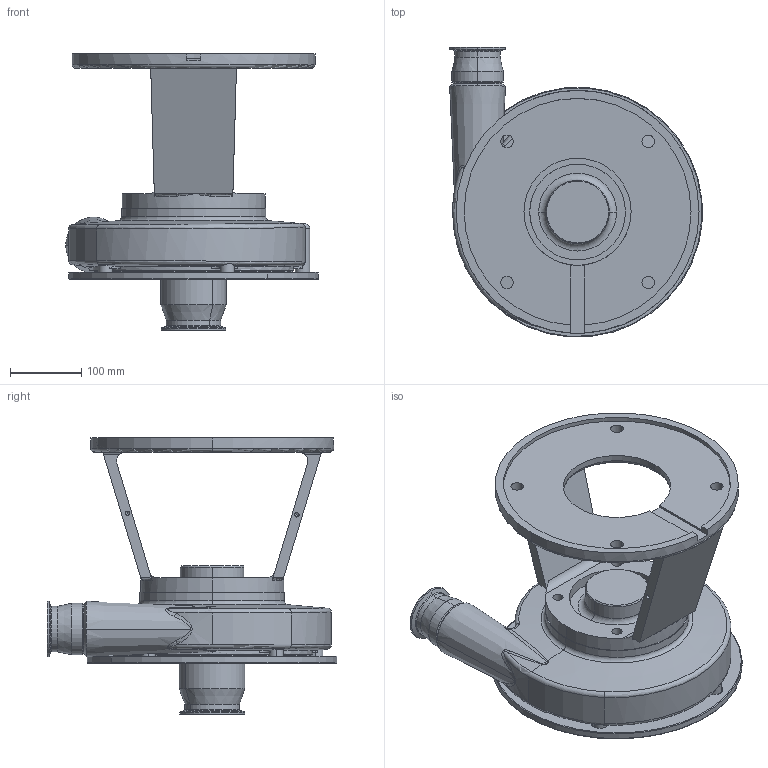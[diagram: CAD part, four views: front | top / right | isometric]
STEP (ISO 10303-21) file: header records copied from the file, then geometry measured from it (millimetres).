
FILE_DESCRIPTION (( 'STEP AP214' ), '1' );
FILE_NAME ('FPX 3551-3552 320TSC VERT.STEP', '2023-01-16T17:33:46', ( '' ), ( '' ), 'SwSTEP 2.0', 'SolidWorks 2021', '' );
FILE_SCHEMA (( 'AUTOMOTIVE_DESIGN' ));
Length unit declared in the file: millimetre
Products named in the file (1): FPX 3551-3552 320TSC VERT
Bounding box: 353.57 x 405.57 x 386.5 mm (x, y, z)
Volume: 8216896.1 mm3; surface area: 828561.7 mm2
Topology: 2 solids, 4 shells, 394 faces, 966 edges, 586 vertices
Faces by surface type: cylinder 138, plane 79, cone 78, torus 57, bspline 36, sphere 6
Entity records: 16459 total; most frequent: CARTESIAN_POINT 7405, DIRECTION 1900, ORIENTED_EDGE 1898, EDGE_CURVE 949, AXIS2_PLACEMENT_3D 801, VERTEX_POINT 586, EDGE_LOOP 443, CIRCLE 442
